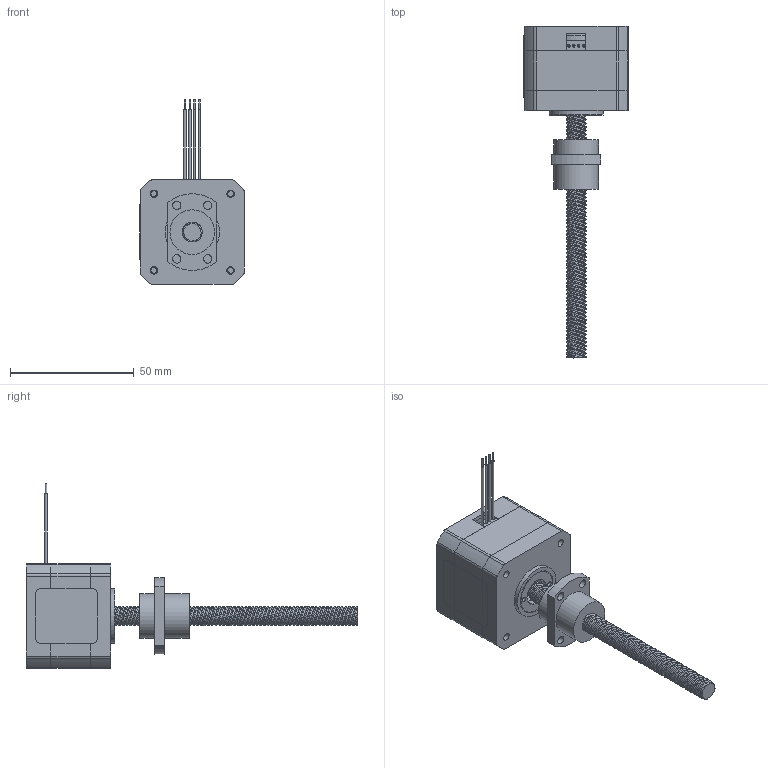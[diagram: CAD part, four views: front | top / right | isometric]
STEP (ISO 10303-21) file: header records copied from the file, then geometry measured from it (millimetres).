
FILE_DESCRIPTION(/* description */ (''),/* implementation_level */ '2;1');
FILE_NAME(/* name */ '17E2110BS84-100.stp',/* time_stamp */ '2020-08-18T13:41:54+08:00',/* author */ ('hc7413'),/* organization */ (''),/* preprocessor_version */ 'ST-DEVELOPER v16.1',/* originating_system */ 'Autodesk Inventor 2016',/* authorisation */ '');
FILE_SCHEMA (('AUTOMOTIVE_DESIGN { 1 0 10303 214 3 1 1 }'));
Products named in the file (10): 02-020; 01-008; 后盖; 06-008; 螺钉 GB_T 819.1 M3 x 30; Φ8滚珠丝杆（42）; 42单厚铭牌; 42铭牌; SR0808; 装配体1 (2)
Assembly tree (12 placements, depth 2):
  装配体1 (2)
    02-020
    01-008
    后盖
    06-008
    螺钉 GB_T 819.1 M3 x 30  x4
    Φ8滚珠丝杆（42）
    42单厚铭牌
    42铭牌
    SR0808
Bounding box: 42.4 x 134.15 x 74.6 mm (x, y, z)
Volume: 41909 mm3; surface area: 36016.9 mm2
Topology: 12 solids, 12 shells, 462 faces, 1168 edges, 758 vertices
Faces by surface type: plane 242, cylinder 136, cone 58, torus 16, bspline 10
Full cylindrical faces by diameter (mm): 0.6 x4, 1 x4, 2 x2, 2.675 x4, 3 x12, 3.3 x4, 3.4 x4, 3.8 x6, 5.5 x4, 6 x1, 8 x1, 10.5 x1, 11 x1, 16 x1, 18 x3, 19 x3, 22 x1, 25.91 x2, 26.3 x2, 27 x2, 28 x1
Entity records: 52872 total; most frequent: CARTESIAN_POINT 43923, DIRECTION 1829, ORIENTED_EDGE 1708, EDGE_CURVE 854, AXIS2_PLACEMENT_3D 653, VERTEX_POINT 594, LINE 523, VECTOR 523
